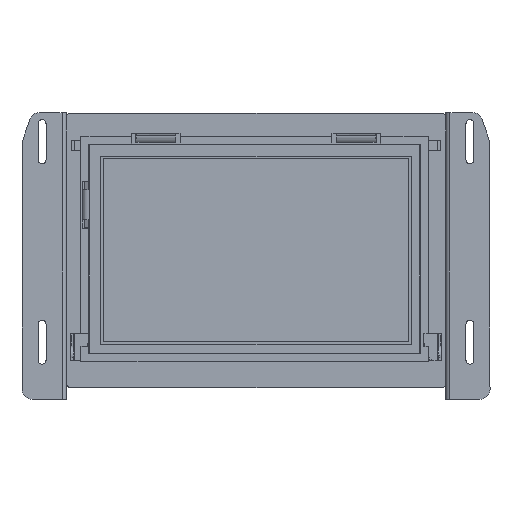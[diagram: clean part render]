
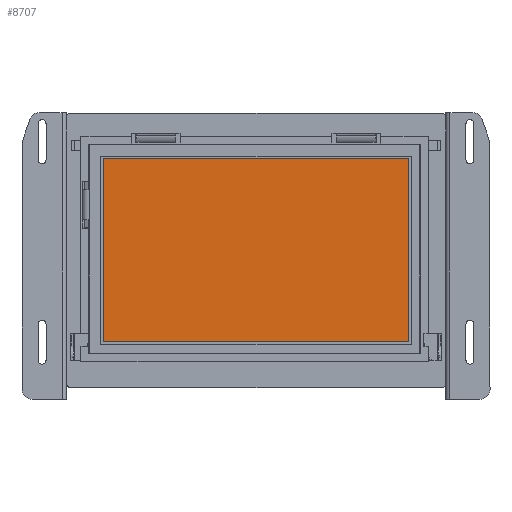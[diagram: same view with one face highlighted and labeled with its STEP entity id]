
A CAD part, top view. The second image highlights one B-rep face of the part: STEP entity #8707.
In plain terms, the highlighted planar face has unit normal (0, 0, 1).
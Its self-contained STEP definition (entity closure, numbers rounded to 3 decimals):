
#598 = VERTEX_POINT ( 'NONE', #73720 ) ;
#599 = VERTEX_POINT ( 'NONE', #73721 ) ;
#600 = VERTEX_POINT ( 'NONE', #73722 ) ;
#661 = VERTEX_POINT ( 'NONE', #73785 ) ;
#8707 = ADVANCED_FACE ( 'NONE', ( #21772 ), #21773, .T. ) ;
#21756 = CARTESIAN_POINT ( 'NONE',  ( -86.45, -53.38, 1.41 ) ) ;
#21772 = FACE_OUTER_BOUND ( 'NONE', #69154, .T. ) ;
#21773 = PLANE ( 'NONE',  #22963 ) ;
#21776 = DIRECTION ( 'NONE',  ( 0., 0., 1. ) ) ;
#21778 = DIRECTION ( 'NONE',  ( 1., 0., 0. ) ) ;
#22963 = AXIS2_PLACEMENT_3D ( 'NONE', #21756, #21776, #21778 ) ;
#27055 = LINE ( 'NONE', #27057, #27638 ) ;
#27057 = CARTESIAN_POINT ( 'NONE',  ( 0.15, -45.7, 1.41 ) ) ;
#27058 = DIRECTION ( 'NONE',  ( 1., 0., 0. ) ) ;
#27061 = LINE ( 'NONE', #27062, #27640 ) ;
#27062 = CARTESIAN_POINT ( 'NONE',  ( -76.05, 0.02, 1.41 ) ) ;
#27063 = DIRECTION ( 'NONE',  ( 0., -1., 0. ) ) ;
#27064 = LINE ( 'NONE', #27065, #27641 ) ;
#27065 = CARTESIAN_POINT ( 'NONE',  ( 76.35, 0.02, 1.41 ) ) ;
#27066 = DIRECTION ( 'NONE',  ( 0., 1., 0. ) ) ;
#27067 = LINE ( 'NONE', #27068, #27642 ) ;
#27068 = CARTESIAN_POINT ( 'NONE',  ( 0.15, 45.74, 1.41 ) ) ;
#27069 = DIRECTION ( 'NONE',  ( -1., 0., 0. ) ) ;
#27638 = VECTOR ( 'NONE', #27058, 1000. ) ;
#27640 = VECTOR ( 'NONE', #27063, 1000. ) ;
#27641 = VECTOR ( 'NONE', #27066, 1000. ) ;
#27642 = VECTOR ( 'NONE', #27069, 1000. ) ;
#53958 = EDGE_CURVE ( 'NONE', #598, #600, #27055, .T. ) ;
#53960 = EDGE_CURVE ( 'NONE', #599, #598, #27061, .T. ) ;
#53961 = EDGE_CURVE ( 'NONE', #600, #661, #27064, .T. ) ;
#53962 = EDGE_CURVE ( 'NONE', #661, #599, #27067, .T. ) ;
#54111 = ORIENTED_EDGE ( 'NONE', *, *, #53960, .T. ) ;
#54112 = ORIENTED_EDGE ( 'NONE', *, *, #53958, .T. ) ;
#54113 = ORIENTED_EDGE ( 'NONE', *, *, #53961, .T. ) ;
#54114 = ORIENTED_EDGE ( 'NONE', *, *, #53962, .T. ) ;
#69154 = EDGE_LOOP ( 'NONE', ( #54111, #54112, #54113, #54114 ) ) ;
#73720 = CARTESIAN_POINT ( 'NONE',  ( -76.05, -45.7, 1.41 ) ) ;
#73721 = CARTESIAN_POINT ( 'NONE',  ( -76.05, 45.74, 1.41 ) ) ;
#73722 = CARTESIAN_POINT ( 'NONE',  ( 76.35, -45.7, 1.41 ) ) ;
#73785 = CARTESIAN_POINT ( 'NONE',  ( 76.35, 45.74, 1.41 ) ) ;
